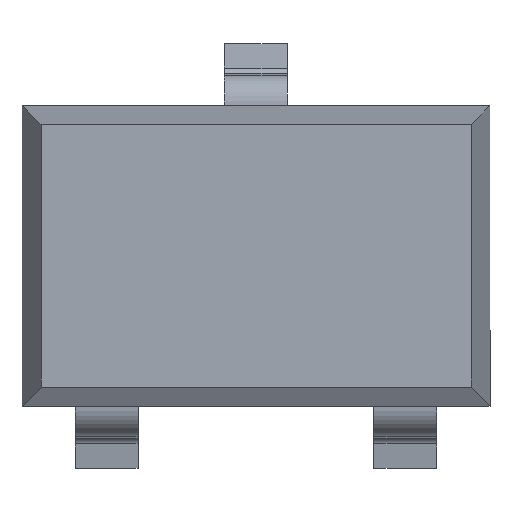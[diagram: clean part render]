
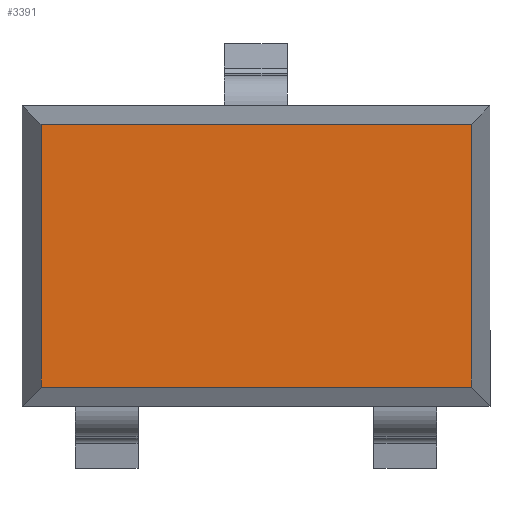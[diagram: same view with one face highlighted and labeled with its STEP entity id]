
A CAD part, top view. The second image highlights one B-rep face of the part: STEP entity #3391.
In plain terms, the highlighted planar face has unit normal (0, 0, 1).
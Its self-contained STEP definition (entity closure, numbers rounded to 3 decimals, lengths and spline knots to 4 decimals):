
#3335=CARTESIAN_POINT('',(-1.368,0.835,0.5947));
#3336=VERTEX_POINT('',#3335);
#3344=CARTESIAN_POINT('',(-1.368,-0.835,0.5947));
#3345=VERTEX_POINT('',#3344);
#3352=CARTESIAN_POINT('',(-1.368,-0.835,0.5947));
#3353=DIRECTION('',(0.0,1.0,0.0));
#3354=VECTOR('',#3353,1.67);
#3355=LINE('',#3352,#3354);
#3356=EDGE_CURVE('',#3345,#3336,#3355,.T.);
#3361=CARTESIAN_POINT('',(1.488,0.955,0.5947));
#3362=DIRECTION('',(0.0,0.0,1.0));
#3363=DIRECTION('',(1.0,0.0,0.0));
#3364=AXIS2_PLACEMENT_3D('',#3361,#3362,#3363);
#3365=PLANE('',#3364);
#3366=ORIENTED_EDGE('',*,*,#3356,.F.);
#3367=CARTESIAN_POINT('',(1.368,-0.835,0.5947));
#3368=VERTEX_POINT('',#3367);
#3369=CARTESIAN_POINT('',(1.368,-0.835,0.5947));
#3370=DIRECTION('',(-1.0,0.0,0.0));
#3371=VECTOR('',#3370,2.736);
#3372=LINE('',#3369,#3371);
#3373=EDGE_CURVE('',#3368,#3345,#3372,.T.);
#3374=ORIENTED_EDGE('',*,*,#3373,.F.);
#3375=CARTESIAN_POINT('',(1.368,0.835,0.5947));
#3376=VERTEX_POINT('',#3375);
#3377=CARTESIAN_POINT('',(1.368,0.835,0.5947));
#3378=DIRECTION('',(0.0,-1.0,0.0));
#3379=VECTOR('',#3378,1.67);
#3380=LINE('',#3377,#3379);
#3381=EDGE_CURVE('',#3376,#3368,#3380,.T.);
#3382=ORIENTED_EDGE('',*,*,#3381,.F.);
#3383=CARTESIAN_POINT('',(-1.368,0.835,0.5947));
#3384=DIRECTION('',(1.0,0.0,0.0));
#3385=VECTOR('',#3384,2.736);
#3386=LINE('',#3383,#3385);
#3387=EDGE_CURVE('',#3336,#3376,#3386,.T.);
#3388=ORIENTED_EDGE('',*,*,#3387,.F.);
#3389=EDGE_LOOP('',(#3366,#3374,#3382,#3388));
#3390=FACE_OUTER_BOUND('',#3389,.T.);
#3391=ADVANCED_FACE('',(#3390),#3365,.T.);
